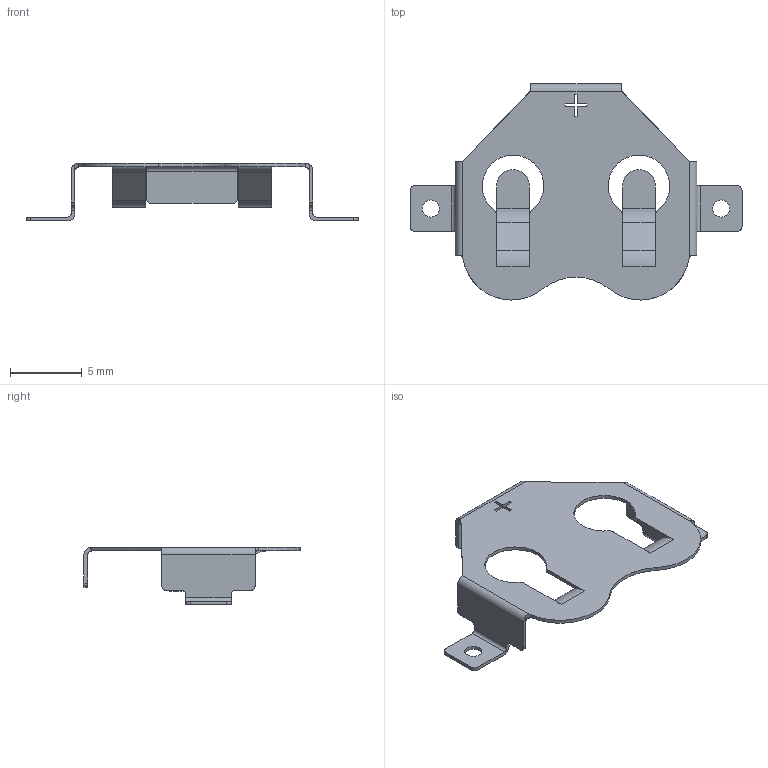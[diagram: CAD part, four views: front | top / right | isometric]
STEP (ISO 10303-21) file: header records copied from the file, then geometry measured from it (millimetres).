
FILE_DESCRIPTION(/* description */ (''),/* implementation_level */ '2;1');
FILE_NAME(/* name */ 'MYOUNG-MY-1632-03.step',/* time_stamp */ '2024-04-16T23:46:25+02:00',/* author */ (''),/* organization */ (''),/* preprocessor_version */ 'ST-DEVELOPER v20',/* originating_system */ 'Autodesk Translation Framework v12.20.1.177',/* authorisation */ '');
FILE_SCHEMA (('AUTOMOTIVE_DESIGN { 1 0 10303 214 3 1 1 }'));
Length unit declared in the file: millimetre
Products named in the file (1): SOLID
Bounding box: 23.2 x 15.1 x 4 mm (x, y, z)
Volume: 66.7 mm3; surface area: 573.6 mm2
Topology: 1 solids, 1 shells, 110 faces, 318 edges, 210 vertices
Faces by surface type: plane 59, cylinder 51
Full cylindrical faces by diameter (mm): 1.2 x2
Entity records: 3911 total; most frequent: CARTESIAN_POINT 753, ORIENTED_EDGE 636, DIRECTION 636, EDGE_CURVE 318, AXIS2_PLACEMENT_3D 217, VERTEX_POINT 210, LINE 202, VECTOR 202
